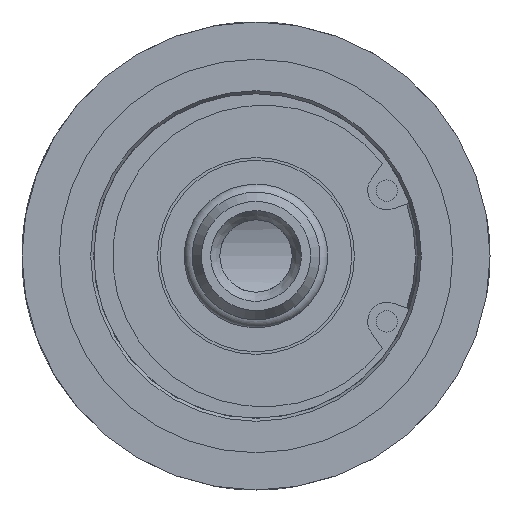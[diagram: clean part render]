
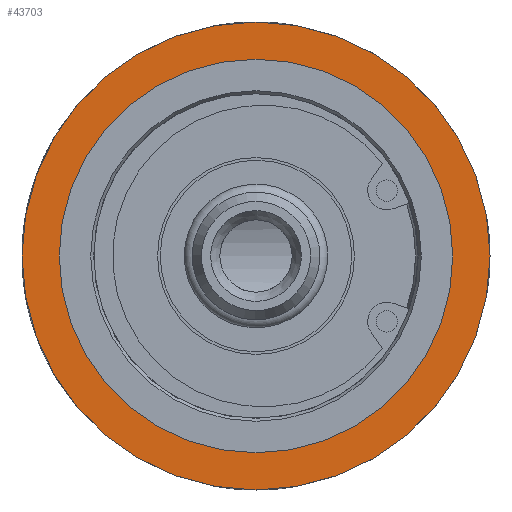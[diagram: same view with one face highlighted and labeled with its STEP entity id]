
A CAD part, left-side view. The second image highlights one B-rep face of the part: STEP entity #43703.
In plain terms, the highlighted planar face has unit normal (-1, 0, 0).
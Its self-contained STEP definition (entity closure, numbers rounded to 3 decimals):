
#43669=CARTESIAN_POINT('',(-45.0,18.5,0.0));
#43670=VERTEX_POINT('',#43669);
#43671=CARTESIAN_POINT('',(-45.,0.,0.0));
#43672=DIRECTION('',(1.0,0.0,0.0));
#43673=DIRECTION('',(0.0,1.0,0.0));
#43674=AXIS2_PLACEMENT_3D('',#43671,#43672,#43673);
#43675=CIRCLE('',#43674,18.5);
#43676=EDGE_CURVE('',#43670,#43670,#43675,.T.);
#43684=CARTESIAN_POINT('',(-45.0,20.25,0.0));
#43685=DIRECTION('',(-1.0,0.0,0.0));
#43686=DIRECTION('',(0.0,0.0,1.0));
#43687=AXIS2_PLACEMENT_3D('',#43684,#43685,#43686);
#43688=PLANE('',#43687);
#43689=CARTESIAN_POINT('',(-45.0,22.,0.0));
#43690=VERTEX_POINT('',#43689);
#43691=CARTESIAN_POINT('',(-45.,0.,0.0));
#43692=DIRECTION('',(1.0,0.0,0.0));
#43693=DIRECTION('',(0.0,1.0,0.0));
#43694=AXIS2_PLACEMENT_3D('',#43691,#43692,#43693);
#43695=CIRCLE('',#43694,22.);
#43696=EDGE_CURVE('',#43690,#43690,#43695,.T.);
#43697=ORIENTED_EDGE('',*,*,#43696,.F.);
#43698=EDGE_LOOP('',(#43697));
#43699=FACE_OUTER_BOUND('',#43698,.T.);
#43700=ORIENTED_EDGE('',*,*,#43676,.T.);
#43701=EDGE_LOOP('',(#43700));
#43702=FACE_BOUND('',#43701,.T.);
#43703=ADVANCED_FACE('',(#43699,#43702),#43688,.T.);
